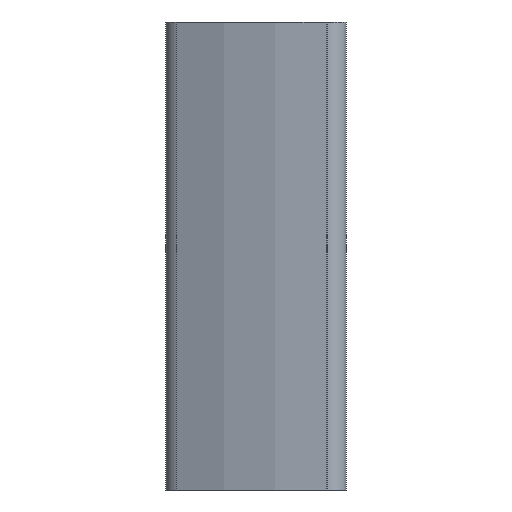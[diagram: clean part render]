
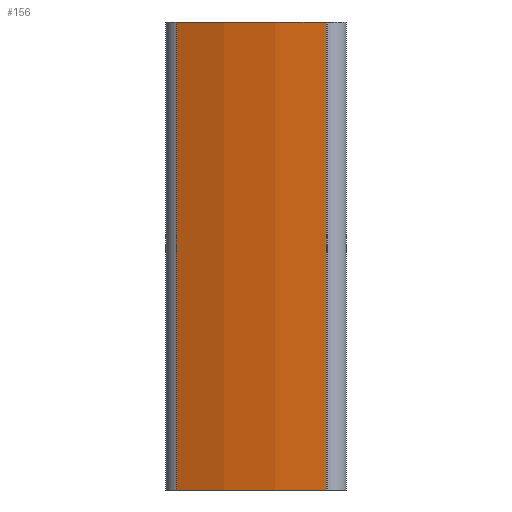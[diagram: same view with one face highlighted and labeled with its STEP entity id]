
A CAD part, left-side view. The second image highlights one B-rep face of the part: STEP entity #156.
In plain terms, the highlighted cylindrical face has radius 40 mm (diameter 80 mm), a partial arc.
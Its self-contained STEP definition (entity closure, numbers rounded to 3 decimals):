
#156 = ADVANCED_FACE ( 'NONE', ( #435 ), #472, .T. ) ;
#217 = VERTEX_POINT ( 'NONE', #2735 ) ;
#222 = VECTOR ( 'NONE', #2261, 1000. ) ;
#240 = VERTEX_POINT ( 'NONE', #2941 ) ;
#319 = CIRCLE ( 'NONE', #2318, 40. ) ;
#435 = FACE_OUTER_BOUND ( 'NONE', #3377, .T. ) ;
#443 = CARTESIAN_POINT ( 'NONE',  ( 20., 0., -25. ) ) ;
#472 = CYLINDRICAL_SURFACE ( 'NONE', #3179, 40. ) ;
#502 = CARTESIAN_POINT ( 'NONE',  ( -15.646, 18.149, 25. ) ) ;
#591 = EDGE_CURVE ( 'NONE', #217, #3342, #319, .T. ) ;
#650 = DIRECTION ( 'NONE',  ( 0., 0., 1. ) ) ;
#775 = ORIENTED_EDGE ( 'NONE', *, *, #2392, .F. ) ;
#956 = EDGE_CURVE ( 'NONE', #3016, #240, #2333, .T. ) ;
#1009 = VECTOR ( 'NONE', #1324, 1000. ) ;
#1224 = CARTESIAN_POINT ( 'NONE',  ( -19.945, 2.105, 25. ) ) ;
#1324 = DIRECTION ( 'NONE',  ( 0., 0., -1. ) ) ;
#1632 = DIRECTION ( 'NONE',  ( 0., 0., 1. ) ) ;
#1817 = AXIS2_PLACEMENT_3D ( 'NONE', #443, #650, #2341 ) ;
#2099 = DIRECTION ( 'NONE',  ( 0., 0., -1. ) ) ;
#2213 = CARTESIAN_POINT ( 'NONE',  ( -19.945, 2.105, 25. ) ) ;
#2261 = DIRECTION ( 'NONE',  ( 0., 0., -1. ) ) ;
#2312 = CARTESIAN_POINT ( 'NONE',  ( 20., 0., 25. ) ) ;
#2318 = AXIS2_PLACEMENT_3D ( 'NONE', #2662, #1632, #2938 ) ;
#2333 = CIRCLE ( 'NONE', #1817, 40. ) ;
#2341 = DIRECTION ( 'NONE',  ( 1., 0., 0. ) ) ;
#2358 = ORIENTED_EDGE ( 'NONE', *, *, #591, .F. ) ;
#2392 = EDGE_CURVE ( 'NONE', #3342, #240, #3013, .T. ) ;
#2662 = CARTESIAN_POINT ( 'NONE',  ( 20., 0., 25. ) ) ;
#2693 = LINE ( 'NONE', #502, #1009 ) ;
#2735 = CARTESIAN_POINT ( 'NONE',  ( -15.646, 18.149, 25. ) ) ;
#2881 = ORIENTED_EDGE ( 'NONE', *, *, #956, .T. ) ;
#2938 = DIRECTION ( 'NONE',  ( 1., 0., 0. ) ) ;
#2941 = CARTESIAN_POINT ( 'NONE',  ( -19.945, 2.105, -25. ) ) ;
#3013 = LINE ( 'NONE', #2213, #222 ) ;
#3016 = VERTEX_POINT ( 'NONE', #3185 ) ;
#3073 = DIRECTION ( 'NONE',  ( -1., 0., 0. ) ) ;
#3076 = EDGE_CURVE ( 'NONE', #217, #3016, #2693, .T. ) ;
#3179 = AXIS2_PLACEMENT_3D ( 'NONE', #2312, #2099, #3073 ) ;
#3185 = CARTESIAN_POINT ( 'NONE',  ( -15.646, 18.149, -25. ) ) ;
#3281 = ORIENTED_EDGE ( 'NONE', *, *, #3076, .T. ) ;
#3342 = VERTEX_POINT ( 'NONE', #1224 ) ;
#3377 = EDGE_LOOP ( 'NONE', ( #2881, #775, #2358, #3281 ) ) ;
